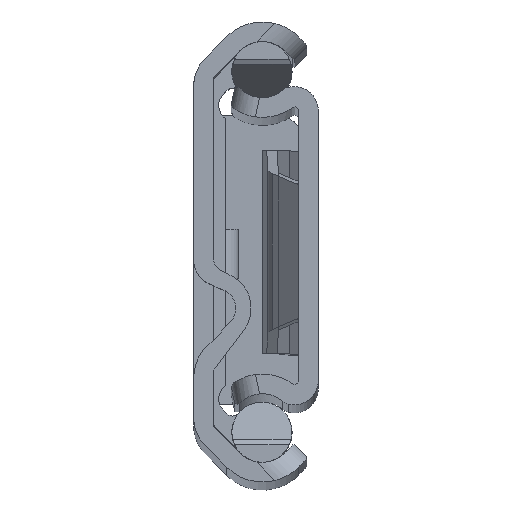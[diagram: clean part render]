
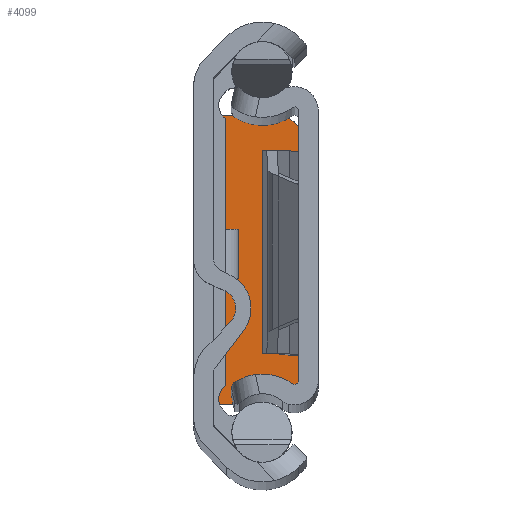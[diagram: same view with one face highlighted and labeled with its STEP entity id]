
A CAD part, top view. The second image highlights one B-rep face of the part: STEP entity #4099.
In plain terms, the highlighted planar face has unit normal (0, 0, 1).
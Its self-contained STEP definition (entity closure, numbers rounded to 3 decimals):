
#462 = CIRCLE ( 'NONE', #4737, 2. ) ;
#636 = EDGE_CURVE ( 'NONE', #4285, #7965, #8470, .T. ) ;
#820 = EDGE_CURVE ( 'NONE', #8648, #13162, #462, .T. ) ;
#958 = PLANE ( 'NONE',  #6275 ) ;
#1453 = DIRECTION ( 'NONE',  ( -1., 0., 0. ) ) ;
#1562 = DIRECTION ( 'NONE',  ( 0., 0., 1. ) ) ;
#1714 = VECTOR ( 'NONE', #8709, 1000. ) ;
#2110 = EDGE_LOOP ( 'NONE', ( #7684, #7109, #8048, #3731, #4066, #3331 ) ) ;
#2737 = EDGE_CURVE ( 'NONE', #4285, #4403, #10708, .T. ) ;
#2965 = CARTESIAN_POINT ( 'NONE',  ( 6.9, -11., -354.1 ) ) ;
#3103 = CARTESIAN_POINT ( 'NONE',  ( 4.9, 11., -354.1 ) ) ;
#3331 = ORIENTED_EDGE ( 'NONE', *, *, #12984, .T. ) ;
#3731 = ORIENTED_EDGE ( 'NONE', *, *, #820, .T. ) ;
#4066 = ORIENTED_EDGE ( 'NONE', *, *, #5412, .T. ) ;
#4099 = ADVANCED_FACE ( 'NONE', ( #5777 ), #958, .F. ) ;
#4285 = VERTEX_POINT ( 'NONE', #11303 ) ;
#4403 = VERTEX_POINT ( 'NONE', #10559 ) ;
#4693 = VECTOR ( 'NONE', #12024, 1000. ) ;
#4737 = AXIS2_PLACEMENT_3D ( 'NONE', #6553, #10602, #1453 ) ;
#4847 = CARTESIAN_POINT ( 'NONE',  ( 0., -11., -354.1 ) ) ;
#5222 = CARTESIAN_POINT ( 'NONE',  ( 6.9, -11., -354.1 ) ) ;
#5412 = EDGE_CURVE ( 'NONE', #13162, #7421, #8977, .T. ) ;
#5650 = CARTESIAN_POINT ( 'NONE',  ( 4.9, -9., -354.1 ) ) ;
#5668 = CARTESIAN_POINT ( 'NONE',  ( 6.9, 9., -354.1 ) ) ;
#5777 = FACE_OUTER_BOUND ( 'NONE', #2110, .T. ) ;
#6275 = AXIS2_PLACEMENT_3D ( 'NONE', #2965, #12988, #8778 ) ;
#6553 = CARTESIAN_POINT ( 'NONE',  ( 4.9, 9., -354.1 ) ) ;
#6698 = CARTESIAN_POINT ( 'NONE',  ( 0., 11., -354.1 ) ) ;
#6870 = LINE ( 'NONE', #7938, #4693 ) ;
#7109 = ORIENTED_EDGE ( 'NONE', *, *, #2737, .T. ) ;
#7421 = VERTEX_POINT ( 'NONE', #6698 ) ;
#7684 = ORIENTED_EDGE ( 'NONE', *, *, #636, .F. ) ;
#7938 = CARTESIAN_POINT ( 'NONE',  ( 6.9, -11., -354.1 ) ) ;
#7965 = VERTEX_POINT ( 'NONE', #10713 ) ;
#8048 = ORIENTED_EDGE ( 'NONE', *, *, #11789, .F. ) ;
#8470 = LINE ( 'NONE', #5222, #11782 ) ;
#8648 = VERTEX_POINT ( 'NONE', #5668 ) ;
#8709 = DIRECTION ( 'NONE',  ( 0., -1., 0. ) ) ;
#8778 = DIRECTION ( 'NONE',  ( -1., 0., 0. ) ) ;
#8864 = VECTOR ( 'NONE', #13129, 1000. ) ;
#8977 = LINE ( 'NONE', #9050, #8864 ) ;
#9050 = CARTESIAN_POINT ( 'NONE',  ( 6.9, 11., -354.1 ) ) ;
#10559 = CARTESIAN_POINT ( 'NONE',  ( 6.9, -9., -354.1 ) ) ;
#10602 = DIRECTION ( 'NONE',  ( 0., 0., 1. ) ) ;
#10708 = CIRCLE ( 'NONE', #10921, 2. ) ;
#10713 = CARTESIAN_POINT ( 'NONE',  ( 0., -11., -354.1 ) ) ;
#10921 = AXIS2_PLACEMENT_3D ( 'NONE', #5650, #1562, #12528 ) ;
#11303 = CARTESIAN_POINT ( 'NONE',  ( 4.9, -11., -354.1 ) ) ;
#11350 = DIRECTION ( 'NONE',  ( -1., 0., 0. ) ) ;
#11782 = VECTOR ( 'NONE', #11350, 1000. ) ;
#11789 = EDGE_CURVE ( 'NONE', #8648, #4403, #6870, .T. ) ;
#12024 = DIRECTION ( 'NONE',  ( 0., -1., 0. ) ) ;
#12528 = DIRECTION ( 'NONE',  ( -1., 0., 0. ) ) ;
#12984 = EDGE_CURVE ( 'NONE', #7421, #7965, #13061, .T. ) ;
#12988 = DIRECTION ( 'NONE',  ( 0., 0., -1. ) ) ;
#13061 = LINE ( 'NONE', #4847, #1714 ) ;
#13129 = DIRECTION ( 'NONE',  ( -1., 0., 0. ) ) ;
#13162 = VERTEX_POINT ( 'NONE', #3103 ) ;
